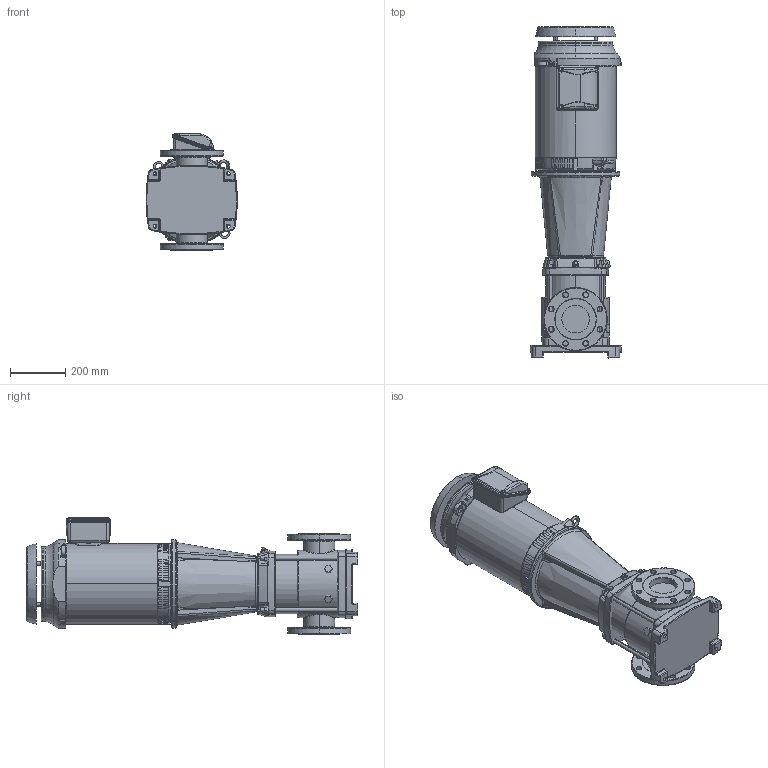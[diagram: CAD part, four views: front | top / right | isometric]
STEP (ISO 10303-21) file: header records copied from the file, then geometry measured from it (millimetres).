
FILE_DESCRIPTION (( 'STEP AP203' ), '1' );
FILE_NAME ('3303133 - MVI-320-1-15 HP-254TC-304-E-230_460~3.step', '2022-03-30T19:52:03', ( '' ), ( '' ), 'SwSTEP 2.0', 'SolidWorks 2021', '' );
FILE_SCHEMA (( 'CONFIG_CONTROL_DESIGN' ));
Length unit declared in the file: inch
Products named in the file (5): SBI(N)64-1; MVI PEO - [304-EPDM]_3304133 - MVI-320-1-15 HP-254TC-304-E-S; 3303133 - MVI-320-1-15 HP-254TC-304-E-230_460~3; 2700100 - NEMA V2 15 HP 254_6TC 208-230_460~3 TEFC; TEFC MOTOR_2700100 - NEMA V2 15 HP 254_6TC 208-230_460~3 TEFC
Assembly tree (4 placements, depth 3):
  3303133 - MVI-320-1-15 HP-254TC-304-E-230_460~3
    MVI PEO - [304-EPDM]_3304133 - MVI-320-1-15 HP-254TC-304-E-S
      SBI(N)64-1
    TEFC MOTOR_2700100 - NEMA V2 15 HP 254_6TC 208-230_460~3 TEFC
      2700100 - NEMA V2 15 HP 254_6TC 208-230_460~3 TEFC
Bounding box: 332.13 x 1200.3 x 422.49 mm (x, y, z)
Volume: 69401189.3 mm3; surface area: 2335098.3 mm2
Topology: 8 solids, 37 shells, 5746 faces, 15130 edges, 9922 vertices
Faces by surface type: plane 2840, cylinder 2154, bspline 353, cone 281, torus 115, sphere 3
Entity records: 213897 total; most frequent: CARTESIAN_POINT 71411, ORIENTED_EDGE 30178, DIRECTION 29203, EDGE_CURVE 15089, AXIS2_PLACEMENT_3D 10367, VERTEX_POINT 9922, LINE 8469, VECTOR 8469
